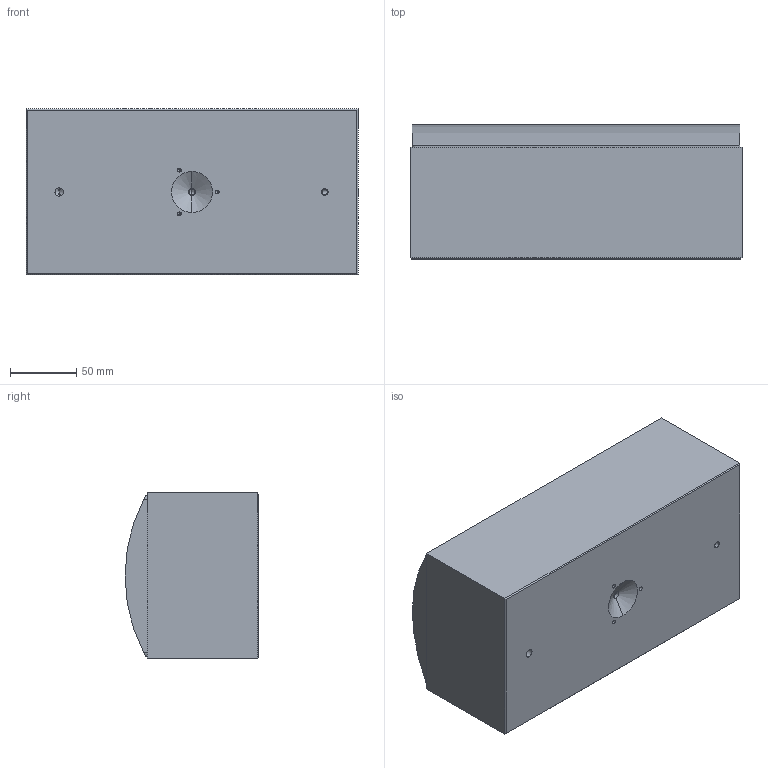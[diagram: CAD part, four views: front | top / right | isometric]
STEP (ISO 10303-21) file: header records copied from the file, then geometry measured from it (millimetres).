
FILE_DESCRIPTION (( 'STEP AP214' ), '1' );
FILE_NAME ('S33125WXXX.STEP', '2023-01-06T18:54:12', ( '' ), ( '' ), 'SwSTEP 2.0', 'SolidWorks 2020', '' );
FILE_SCHEMA (( 'AUTOMOTIVE_DESIGN' ));
Length unit declared in the file: inch
Products named in the file (4): 12S12501_12S12501; S90A001; 62S122S12_62S122S12; S33125WXXX
Assembly tree (2 placements, depth 2):
  S90A001
  S33125WXXX
    12S12501_12S12501
    62S122S12_62S122S12
Bounding box: 250 x 100.8 x 125 mm (x, y, z)
Volume: 2894318.9 mm3; surface area: 227713 mm2
Topology: 2 solids, 2 shells, 201 faces, 473 edges, 291 vertices
Faces by surface type: plane 95, cylinder 78, cone 14, torus 14
Entity records: 5891 total; most frequent: CARTESIAN_POINT 1111, DIRECTION 1011, ORIENTED_EDGE 922, EDGE_CURVE 461, AXIS2_PLACEMENT_3D 363, VERTEX_POINT 291, LINE 285, VECTOR 285
